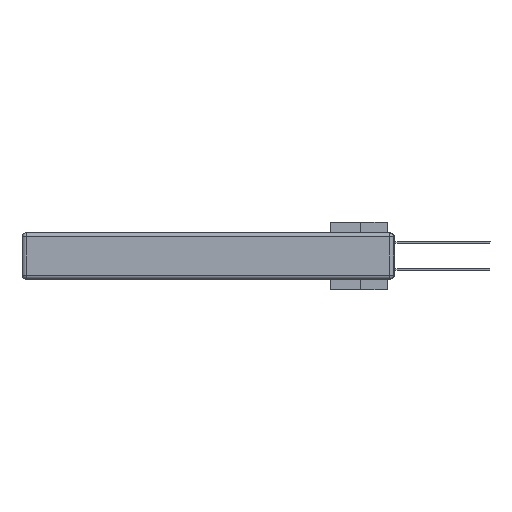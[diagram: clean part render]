
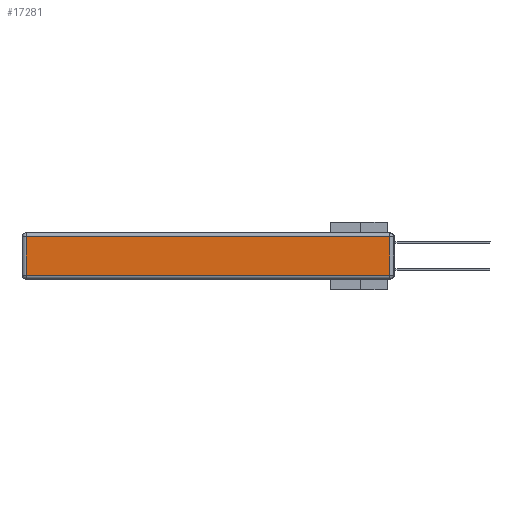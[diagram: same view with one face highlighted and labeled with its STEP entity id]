
A CAD part, left-side view. The second image highlights one B-rep face of the part: STEP entity #17281.
In plain terms, the highlighted planar face has unit normal (-1, 0, 0).
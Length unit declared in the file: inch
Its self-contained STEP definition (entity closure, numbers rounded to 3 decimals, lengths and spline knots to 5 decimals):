
#792 = VECTOR ( 'NONE', #6949, 39.37008 ) ;
#920 = AXIS2_PLACEMENT_3D ( 'NONE', #11038, #3637, #23839 ) ;
#1258 = FACE_OUTER_BOUND ( 'NONE', #4243, .T. ) ;
#2621 = CARTESIAN_POINT ( 'NONE',  ( 0., 0.03, -0.03 ) ) ;
#3637 = DIRECTION ( 'NONE',  ( -1., 0., 0. ) ) ;
#3713 = EDGE_CURVE ( 'NONE', #26218, #9017, #15182, .T. ) ;
#3764 = EDGE_CURVE ( 'NONE', #12592, #8447, #21099, .T. ) ;
#4243 = EDGE_LOOP ( 'NONE', ( #30771, #10228, #19559, #27315 ) ) ;
#5100 = CARTESIAN_POINT ( 'NONE',  ( 0., 0.03, -0.343 ) ) ;
#5152 = EDGE_CURVE ( 'NONE', #9017, #12592, #21610, .T. ) ;
#6760 = VECTOR ( 'NONE', #31136, 39.37008 ) ;
#6949 = DIRECTION ( 'NONE',  ( 0., -1., 0. ) ) ;
#8447 = VERTEX_POINT ( 'NONE', #19408 ) ;
#9017 = VERTEX_POINT ( 'NONE', #2621 ) ;
#9311 = CARTESIAN_POINT ( 'NONE',  ( 0., 0., -0.313 ) ) ;
#10153 = DIRECTION ( 'NONE',  ( 0., 0., 1. ) ) ;
#10228 = ORIENTED_EDGE ( 'NONE', *, *, #3713, .T. ) ;
#11038 = CARTESIAN_POINT ( 'NONE',  ( 0., 0., -0.343 ) ) ;
#12592 = VERTEX_POINT ( 'NONE', #29434 ) ;
#13346 = EDGE_CURVE ( 'NONE', #8447, #26218, #19588, .T. ) ;
#15117 = VECTOR ( 'NONE', #10153, 39.37008 ) ;
#15182 = LINE ( 'NONE', #5100, #15117 ) ;
#17281 = ADVANCED_FACE ( 'NONE', ( #1258 ), #21539, .T. ) ;
#18389 = CARTESIAN_POINT ( 'NONE',  ( 0., 2.72, -0.343 ) ) ;
#19226 = DIRECTION ( 'NONE',  ( 0., 1., 0. ) ) ;
#19408 = CARTESIAN_POINT ( 'NONE',  ( 0., 2.72, -0.313 ) ) ;
#19559 = ORIENTED_EDGE ( 'NONE', *, *, #5152, .T. ) ;
#19588 = LINE ( 'NONE', #9311, #792 ) ;
#21099 = LINE ( 'NONE', #18389, #6760 ) ;
#21491 = VECTOR ( 'NONE', #19226, 39.37008 ) ;
#21539 = PLANE ( 'NONE',  #920 ) ;
#21610 = LINE ( 'NONE', #23919, #21491 ) ;
#23839 = DIRECTION ( 'NONE',  ( 0., 0., 1. ) ) ;
#23919 = CARTESIAN_POINT ( 'NONE',  ( 0., 2.75, -0.03 ) ) ;
#26218 = VERTEX_POINT ( 'NONE', #26272 ) ;
#26272 = CARTESIAN_POINT ( 'NONE',  ( 0., 0.03, -0.313 ) ) ;
#27315 = ORIENTED_EDGE ( 'NONE', *, *, #3764, .T. ) ;
#29434 = CARTESIAN_POINT ( 'NONE',  ( 0., 2.72, -0.03 ) ) ;
#30771 = ORIENTED_EDGE ( 'NONE', *, *, #13346, .T. ) ;
#31136 = DIRECTION ( 'NONE',  ( 0., 0., -1. ) ) ;
